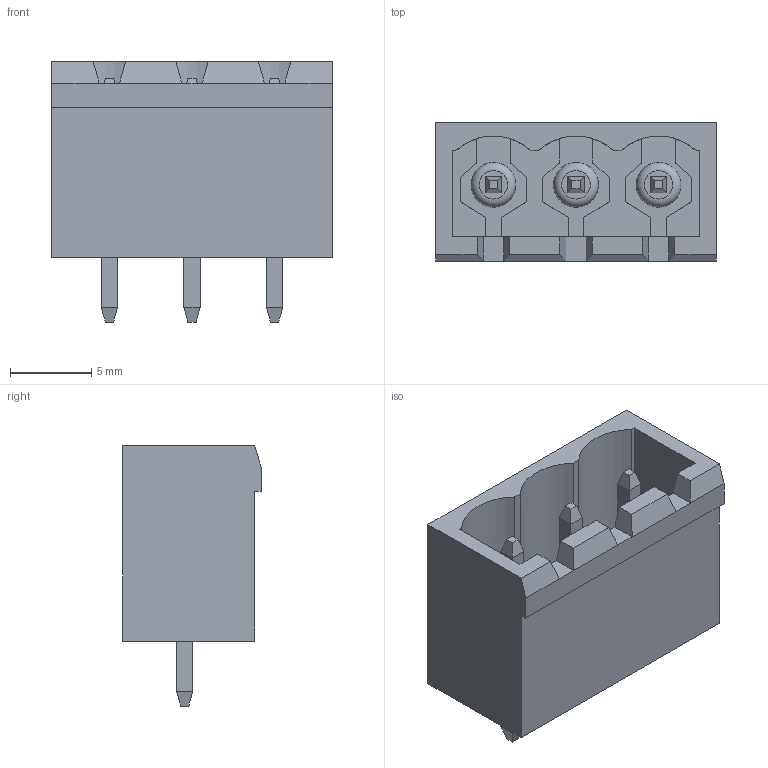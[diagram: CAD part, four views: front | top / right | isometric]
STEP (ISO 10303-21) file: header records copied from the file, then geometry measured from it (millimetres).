
FILE_DESCRIPTION( ( 'Unknown' ), '1' );
FILE_NAME( '691311500103.stp', 'Unknown', ( 'Unknown' ), ( 'Unknown' ), 'PSStep 15.0.49', 'Unknown', ' ' );
FILE_SCHEMA( ( 'AUTOMOTIVE_DESIGN { 1 0 10303 214 1 1 1 1 }' ) );
Length unit declared in the file: millimetre
Products named in the file (3): Assem1; 6913115001xx_PIN; 691311500103
Assembly tree (4 placements, depth 2):
  Assem1
    6913115001xx_PIN  x3
    691311500103
Bounding box: 17.24 x 8.5 x 16 mm (x, y, z)
Volume: 800.4 mm3; surface area: 1748.4 mm2
Topology: 4 solids, 4 shells, 156 faces, 414 edges, 266 vertices
Faces by surface type: plane 147, cylinder 6, torus 3
Full cylindrical faces by diameter (mm): 2.75 x3
Entity records: 5080 total; most frequent: CARTESIAN_POINT 713, ORIENTED_EDGE 698, DIRECTION 636, EDGE_CURVE 349, LINE 328, VECTOR 328, VERTEX_POINT 231, AXIS2_PLACEMENT_3D 154
